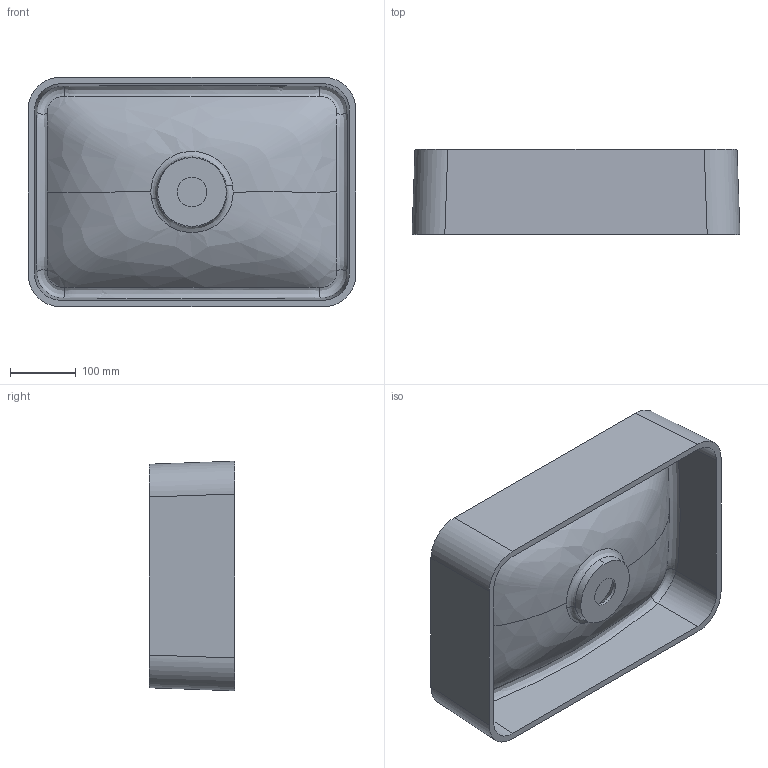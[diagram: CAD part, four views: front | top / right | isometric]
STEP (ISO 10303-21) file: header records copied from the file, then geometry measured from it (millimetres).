
FILE_DESCRIPTION (( 'STEP AP214' ), '1' );
FILE_NAME ('Debora.STEP', '2020-09-21T08:42:43', ( '' ), ( '' ), 'SwSTEP 2.0', 'SolidWorks 2018', '' );
FILE_SCHEMA (( 'AUTOMOTIVE_DESIGN' ));
Length unit declared in the file: millimetre
Products named in the file (1): Debora
Bounding box: 500.08 x 130 x 350.08 mm (x, y, z)
Volume: 4333766.3 mm3; surface area: 754997.8 mm2
Topology: 2 solids, 2 shells, 100 faces, 259 edges, 158 vertices
Faces by surface type: bspline 51, plane 19, cylinder 15, torus 11, cone 4
Entity records: 17512 total; most frequent: CARTESIAN_POINT 15474, ORIENTED_EDGE 506, DIRECTION 300, EDGE_CURVE 253, VERTEX_POINT 158, AXIS2_PLACEMENT_3D 132, B_SPLINE_CURVE_WITH_KNOTS 123, EDGE_LOOP 103
